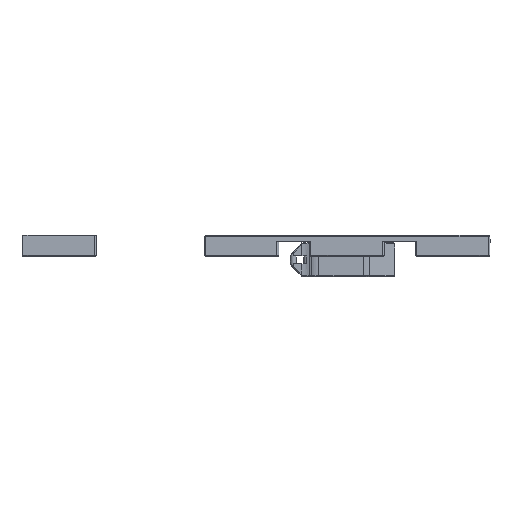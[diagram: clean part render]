
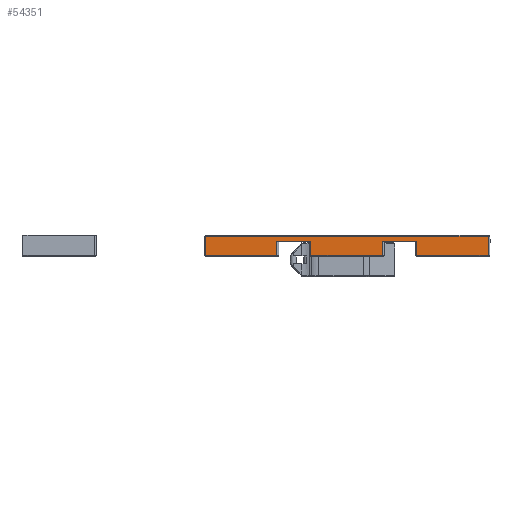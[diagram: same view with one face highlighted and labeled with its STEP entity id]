
A CAD part, front view. The second image highlights one B-rep face of the part: STEP entity #54351.
In plain terms, the highlighted planar face has unit normal (0, -1, 0).
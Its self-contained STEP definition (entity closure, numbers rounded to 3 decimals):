
#6280=FACE_OUTER_BOUND('',#9738,.T.);
#9738=EDGE_LOOP('',(#43191,#43192,#43193,#43194,#43195,#43196,#43197,#43198,
#43199,#43200,#43201,#43202));
#14387=LINE('',#88368,#19804);
#14448=LINE('',#88631,#19865);
#14449=LINE('',#88635,#19866);
#14450=LINE('',#88637,#19867);
#14451=LINE('',#88639,#19868);
#14452=LINE('',#88641,#19869);
#14453=LINE('',#88643,#19870);
#14454=LINE('',#88645,#19871);
#14455=LINE('',#88647,#19872);
#14456=LINE('',#88649,#19873);
#14457=LINE('',#88651,#19874);
#14458=LINE('',#88652,#19875);
#19804=VECTOR('',#70914,10.);
#19865=VECTOR('',#71011,10.);
#19866=VECTOR('',#71016,10.);
#19867=VECTOR('',#71017,10.);
#19868=VECTOR('',#71018,10.);
#19869=VECTOR('',#71019,10.);
#19870=VECTOR('',#71020,10.);
#19871=VECTOR('',#71021,10.);
#19872=VECTOR('',#71022,10.);
#19873=VECTOR('',#71023,10.);
#19874=VECTOR('',#71024,10.);
#19875=VECTOR('',#71025,10.);
#24993=VERTEX_POINT('',#88362);
#24994=VERTEX_POINT('',#88366);
#25075=VERTEX_POINT('',#88630);
#25076=VERTEX_POINT('',#88634);
#25077=VERTEX_POINT('',#88636);
#25078=VERTEX_POINT('',#88638);
#25079=VERTEX_POINT('',#88640);
#25080=VERTEX_POINT('',#88642);
#25081=VERTEX_POINT('',#88644);
#25082=VERTEX_POINT('',#88646);
#25083=VERTEX_POINT('',#88648);
#25084=VERTEX_POINT('',#88650);
#31314=EDGE_CURVE('',#24994,#24993,#14387,.T.);
#31405=EDGE_CURVE('',#24993,#25075,#14448,.T.);
#31407=EDGE_CURVE('',#25076,#24994,#14449,.T.);
#31408=EDGE_CURVE('',#25077,#25076,#14450,.T.);
#31409=EDGE_CURVE('',#25078,#25077,#14451,.T.);
#31410=EDGE_CURVE('',#25078,#25079,#14452,.T.);
#31411=EDGE_CURVE('',#25080,#25079,#14453,.T.);
#31412=EDGE_CURVE('',#25081,#25080,#14454,.T.);
#31413=EDGE_CURVE('',#25082,#25081,#14455,.T.);
#31414=EDGE_CURVE('',#25082,#25083,#14456,.T.);
#31415=EDGE_CURVE('',#25084,#25083,#14457,.T.);
#31416=EDGE_CURVE('',#25075,#25084,#14458,.T.);
#43191=ORIENTED_EDGE('',*,*,#31314,.F.);
#43192=ORIENTED_EDGE('',*,*,#31407,.F.);
#43193=ORIENTED_EDGE('',*,*,#31408,.F.);
#43194=ORIENTED_EDGE('',*,*,#31409,.F.);
#43195=ORIENTED_EDGE('',*,*,#31410,.T.);
#43196=ORIENTED_EDGE('',*,*,#31411,.F.);
#43197=ORIENTED_EDGE('',*,*,#31412,.F.);
#43198=ORIENTED_EDGE('',*,*,#31413,.F.);
#43199=ORIENTED_EDGE('',*,*,#31414,.T.);
#43200=ORIENTED_EDGE('',*,*,#31415,.F.);
#43201=ORIENTED_EDGE('',*,*,#31416,.F.);
#43202=ORIENTED_EDGE('',*,*,#31405,.F.);
#51875=PLANE('',#59161);
#54351=ADVANCED_FACE('',(#6280),#51875,.T.);
#59161=AXIS2_PLACEMENT_3D('',#88633,#71014,#71015);
#70914=DIRECTION('',(1.,0.,0.));
#71011=DIRECTION('',(0.,0.,-1.));
#71014=DIRECTION('center_axis',(0.,-1.,0.));
#71015=DIRECTION('ref_axis',(-1.,0.,0.));
#71016=DIRECTION('',(0.,0.,1.));
#71017=DIRECTION('',(-1.,0.,0.));
#71018=DIRECTION('',(0.,0.,-1.));
#71019=DIRECTION('',(1.,0.,0.));
#71020=DIRECTION('',(0.,0.,1.));
#71021=DIRECTION('',(-1.,0.,0.));
#71022=DIRECTION('',(0.,0.,-1.));
#71023=DIRECTION('',(1.,0.,0.));
#71024=DIRECTION('',(0.,0.,1.));
#71025=DIRECTION('',(-1.,0.,0.));
#88362=CARTESIAN_POINT('',(89.472,-110.463,11.7));
#88366=CARTESIAN_POINT('',(-57.877,-110.463,11.7));
#88368=CARTESIAN_POINT('',(25.759,-110.463,11.7));
#88630=CARTESIAN_POINT('',(89.472,-110.463,1.7));
#88631=CARTESIAN_POINT('',(89.472,-110.463,9.2));
#88633=CARTESIAN_POINT('Origin',(35.472,-110.463,9.2));
#88634=CARTESIAN_POINT('',(-57.877,-110.463,1.7));
#88635=CARTESIAN_POINT('',(-57.877,-110.463,9.2));
#88636=CARTESIAN_POINT('',(-20.528,-110.463,1.7));
#88637=CARTESIAN_POINT('',(-29.241,-110.463,1.7));
#88638=CARTESIAN_POINT('',(-20.528,-110.463,9.2));
#88639=CARTESIAN_POINT('',(-20.528,-110.463,9.2));
#88640=CARTESIAN_POINT('',(-2.877,-110.463,9.2));
#88641=CARTESIAN_POINT('',(6.585,-110.463,9.2));
#88642=CARTESIAN_POINT('',(-2.877,-110.463,1.7));
#88643=CARTESIAN_POINT('',(-2.877,-110.463,9.2));
#88644=CARTESIAN_POINT('',(34.472,-110.463,1.7));
#88645=CARTESIAN_POINT('',(25.759,-110.463,1.7));
#88646=CARTESIAN_POINT('',(34.472,-110.463,9.2));
#88647=CARTESIAN_POINT('',(34.472,-110.463,9.2));
#88648=CARTESIAN_POINT('',(52.123,-110.463,9.2));
#88649=CARTESIAN_POINT('',(34.085,-110.463,9.2));
#88650=CARTESIAN_POINT('',(52.123,-110.463,1.7));
#88651=CARTESIAN_POINT('',(52.123,-110.463,9.2));
#88652=CARTESIAN_POINT('',(80.759,-110.463,1.7));
